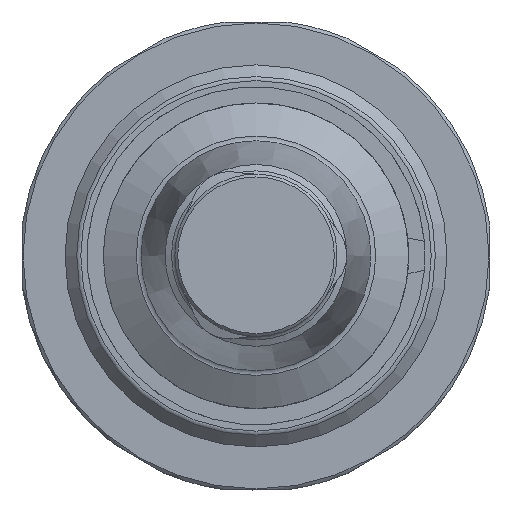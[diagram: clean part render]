
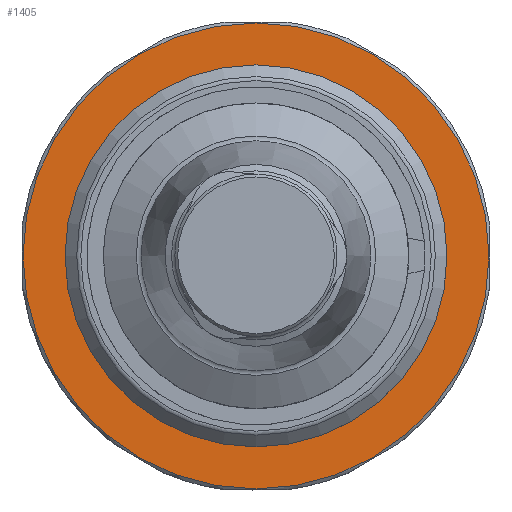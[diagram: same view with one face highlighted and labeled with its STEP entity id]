
A CAD part, top view. The second image highlights one B-rep face of the part: STEP entity #1405.
In plain terms, the highlighted planar face has unit normal (0, 0, 1).
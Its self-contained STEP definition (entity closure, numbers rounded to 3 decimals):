
#192=PLANE('',#1582);
#497=ORIENTED_EDGE('',*,*,#731,.T.);
#498=ORIENTED_EDGE('',*,*,#732,.F.);
#731=EDGE_CURVE('',#880,#880,#981,.T.);
#732=EDGE_CURVE('',#881,#881,#982,.T.);
#880=VERTEX_POINT('',#2443);
#881=VERTEX_POINT('',#2446);
#981=CIRCLE('',#1581,19.65);
#982=CIRCLE('',#1583,24.4);
#1122=EDGE_LOOP('',(#497));
#1123=EDGE_LOOP('',(#498));
#1268=FACE_BOUND('',#1122,.T.);
#1269=FACE_BOUND('',#1123,.T.);
#1405=ADVANCED_FACE('',(#1268,#1269),#192,.F.);
#1581=AXIS2_PLACEMENT_3D('',#2442,#1946,#1947);
#1582=AXIS2_PLACEMENT_3D('',#2444,#1948,#1949);
#1583=AXIS2_PLACEMENT_3D('',#2445,#1950,#1951);
#1946=DIRECTION('',(0.,0.,-1.));
#1947=DIRECTION('',(1.,0.,0.));
#1948=DIRECTION('',(0.,0.,-1.));
#1949=DIRECTION('',(1.,0.,0.));
#1950=DIRECTION('',(0.,0.,-1.));
#1951=DIRECTION('',(1.,0.,0.));
#2442=CARTESIAN_POINT('',(0.,0.,-1.));
#2443=CARTESIAN_POINT('',(19.65,0.,-1.));
#2444=CARTESIAN_POINT('',(19.65,0.,-1.));
#2445=CARTESIAN_POINT('',(0.,0.,-1.));
#2446=CARTESIAN_POINT('',(24.4,0.,-1.));
